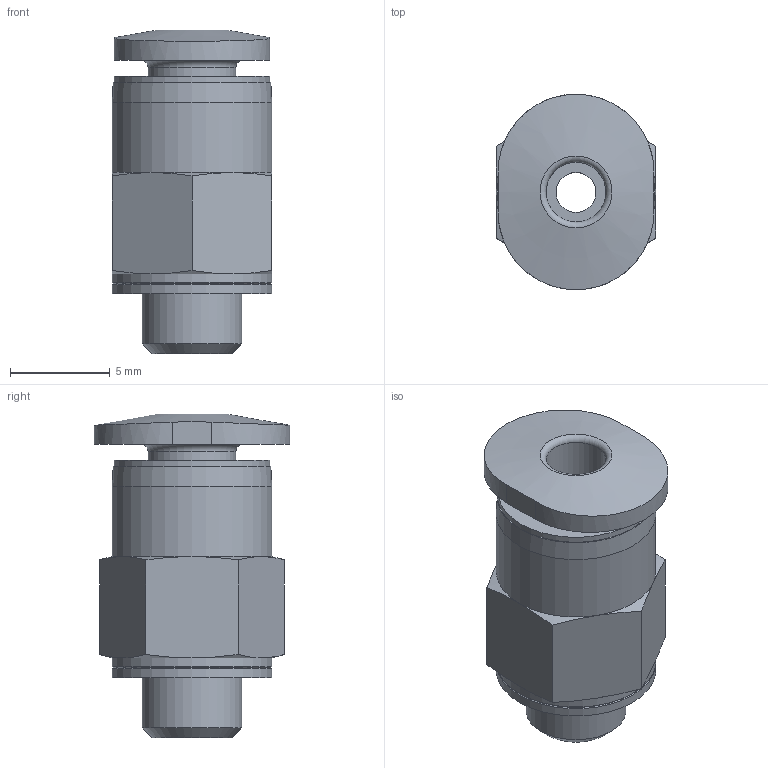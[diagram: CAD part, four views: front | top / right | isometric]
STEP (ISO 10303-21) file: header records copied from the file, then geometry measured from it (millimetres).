
FILE_DESCRIPTION(/* description */ ('STEP AP214'),/* implementation_level */ '2;1');
FILE_NAME(/* name */ '130777_QSM-M5-3-100',/* time_stamp */ '2024-09-14T13:27:53+02:00',/* author */ ('License CC BY-ND 4.0'),/* organization */ ('CADENAS'),/* preprocessor_version */ 'ST-DEVELOPER v19.3',/* originating_system */ 'PARTsolutions',/* authorisation */ ' ');
FILE_SCHEMA (('AUTOMOTIVE_DESIGN {1 0 10303 214 3 1 1}'));
Length unit declared in the file: millimetre
Products named in the file (1): 130777 QSM-M5-3-100
Bounding box: 8 x 9.8 x 16.2 mm (x, y, z)
Volume: 625.8 mm3; surface area: 702.4 mm2
Topology: 1 solids, 1 shells, 43 faces, 89 edges, 52 vertices
Faces by surface type: cone 17, plane 14, cylinder 10, torus 2
Full cylindrical faces by diameter (mm): 2 x1, 3 x1, 4.4 x1, 5 x1, 7.8 x1, 8 x3
Entity records: 1400 total; most frequent: CARTESIAN_POINT 258, DIRECTION 166, ORIENTED_EDGE 146, AXIS2_PLACEMENT_3D 77, EDGE_CURVE 73, EDGE_LOOP 64, FACE_BOUND 64, VERTEX_POINT 51
